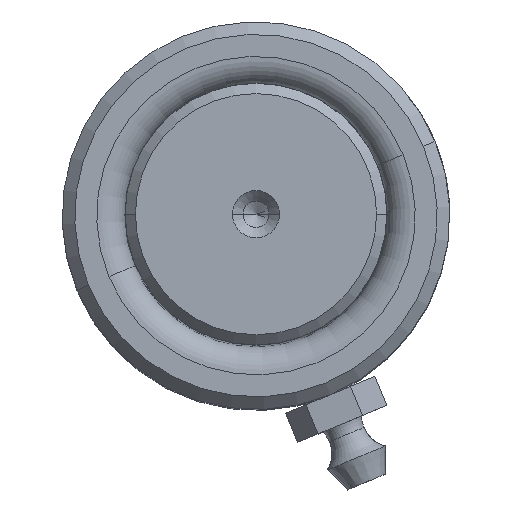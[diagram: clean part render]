
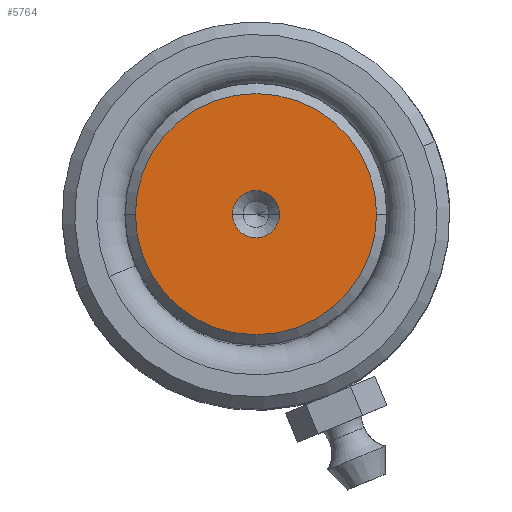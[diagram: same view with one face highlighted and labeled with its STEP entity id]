
A CAD part, top view. The second image highlights one B-rep face of the part: STEP entity #5764.
In plain terms, the highlighted planar face has unit normal (0, 0, 1).
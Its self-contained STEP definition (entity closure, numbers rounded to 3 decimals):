
#152 = CARTESIAN_POINT ( 'NONE',  ( -2.25, 0., 140. ) ) ;
#277 = CIRCLE ( 'NONE', #2731, 2.25 ) ;
#342 = EDGE_CURVE ( 'NONE', #628, #2900, #4150, .T. ) ;
#418 = DIRECTION ( 'NONE',  ( 1., 0., 0. ) ) ;
#607 = VERTEX_POINT ( 'NONE', #152 ) ;
#628 = VERTEX_POINT ( 'NONE', #5362 ) ;
#686 = EDGE_CURVE ( 'NONE', #3355, #607, #4406, .T. ) ;
#795 = DIRECTION ( 'NONE',  ( 1., 0., 0. ) ) ;
#1264 = CARTESIAN_POINT ( 'NONE',  ( 0., 0., 140. ) ) ;
#1460 = ORIENTED_EDGE ( 'NONE', *, *, #686, .F. ) ;
#1763 = EDGE_LOOP ( 'NONE', ( #1460, #5006 ) ) ;
#1867 = ORIENTED_EDGE ( 'NONE', *, *, #5084, .T. ) ;
#2093 = DIRECTION ( 'NONE',  ( 0., 0., 1. ) ) ;
#2257 = FACE_OUTER_BOUND ( 'NONE', #6278, .T. ) ;
#2731 = AXIS2_PLACEMENT_3D ( 'NONE', #7081, #6504, #795 ) ;
#2876 = DIRECTION ( 'NONE',  ( 1., 0., 0. ) ) ;
#2900 = VERTEX_POINT ( 'NONE', #4696 ) ;
#2950 = AXIS2_PLACEMENT_3D ( 'NONE', #1264, #4122, #6392 ) ;
#3070 = CARTESIAN_POINT ( 'NONE',  ( 2.25, 0., 140. ) ) ;
#3200 = CARTESIAN_POINT ( 'NONE',  ( 0., 0., 140. ) ) ;
#3278 = ORIENTED_EDGE ( 'NONE', *, *, #342, .T. ) ;
#3344 = DIRECTION ( 'NONE',  ( 1., 0., 0. ) ) ;
#3355 = VERTEX_POINT ( 'NONE', #3070 ) ;
#3613 = AXIS2_PLACEMENT_3D ( 'NONE', #6273, #4018, #2876 ) ;
#4018 = DIRECTION ( 'NONE',  ( 0., 0., 1. ) ) ;
#4122 = DIRECTION ( 'NONE',  ( 0., 0., 1. ) ) ;
#4150 = CIRCLE ( 'NONE', #3613, 11.509 ) ;
#4406 = CIRCLE ( 'NONE', #5144, 2.25 ) ;
#4449 = CARTESIAN_POINT ( 'NONE',  ( 0., 0., 140. ) ) ;
#4696 = CARTESIAN_POINT ( 'NONE',  ( -11.509, 0., 140. ) ) ;
#4977 = PLANE ( 'NONE',  #5236 ) ;
#5006 = ORIENTED_EDGE ( 'NONE', *, *, #5668, .F. ) ;
#5084 = EDGE_CURVE ( 'NONE', #2900, #628, #6795, .T. ) ;
#5144 = AXIS2_PLACEMENT_3D ( 'NONE', #4449, #6174, #3344 ) ;
#5236 = AXIS2_PLACEMENT_3D ( 'NONE', #3200, #2093, #418 ) ;
#5362 = CARTESIAN_POINT ( 'NONE',  ( 11.509, 0., 140. ) ) ;
#5648 = FACE_BOUND ( 'NONE', #1763, .T. ) ;
#5668 = EDGE_CURVE ( 'NONE', #607, #3355, #277, .T. ) ;
#5764 = ADVANCED_FACE ( 'NONE', ( #5648, #2257 ), #4977, .T. ) ;
#6174 = DIRECTION ( 'NONE',  ( 0., 0., 1. ) ) ;
#6273 = CARTESIAN_POINT ( 'NONE',  ( 0., 0., 140. ) ) ;
#6278 = EDGE_LOOP ( 'NONE', ( #1867, #3278 ) ) ;
#6392 = DIRECTION ( 'NONE',  ( 1., 0., 0. ) ) ;
#6504 = DIRECTION ( 'NONE',  ( 0., 0., 1. ) ) ;
#6795 = CIRCLE ( 'NONE', #2950, 11.509 ) ;
#7081 = CARTESIAN_POINT ( 'NONE',  ( 0., 0., 140. ) ) ;
